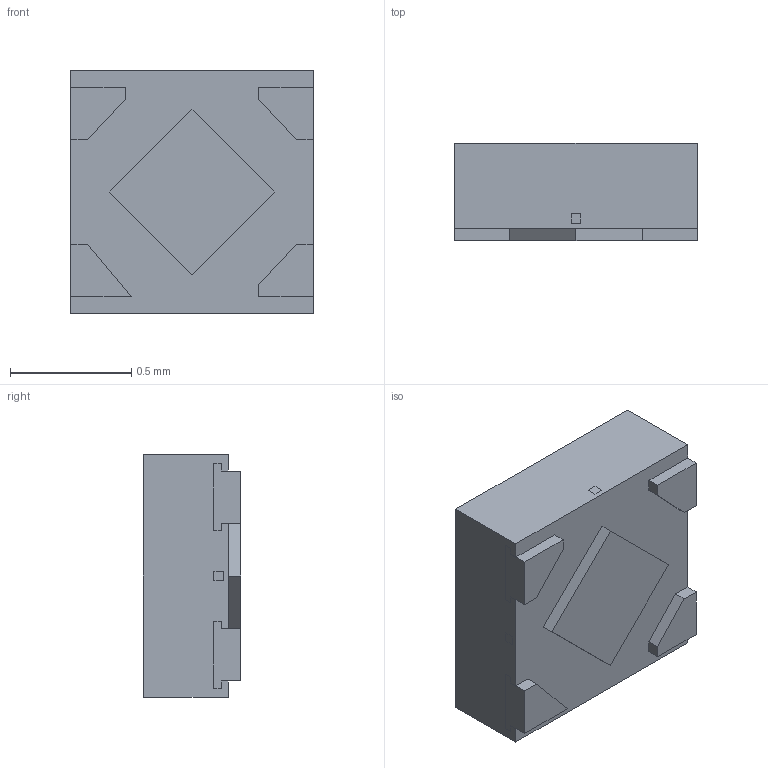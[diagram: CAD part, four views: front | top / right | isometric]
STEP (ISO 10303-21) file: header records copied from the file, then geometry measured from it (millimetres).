
FILE_DESCRIPTION (( 'STEP AP214' ), '1' );
FILE_NAME ('TPS7A20L33PDQNR.STEP', '2024-07-31T05:55:37', ( '' ), ( '' ), 'SwSTEP 2.0', 'SolidWorks 2016', '' );
FILE_SCHEMA (( 'AUTOMOTIVE_DESIGN' ));
Length unit declared in the file: millimetre
Products named in the file (1): TPS7A20L33PDQNR
Bounding box: 1 x 0.4 x 1 mm (x, y, z)
Volume: 0.4 mm3; surface area: 5.4 mm2
Topology: 11 solids, 11 shells, 152 faces, 372 edges, 248 vertices
Faces by surface type: plane 148, cylinder 4
Entity records: 4508 total; most frequent: CARTESIAN_POINT 773, ORIENTED_EDGE 744, DIRECTION 686, EDGE_CURVE 372, VECTOR 364, LINE 364, VERTEX_POINT 248, AXIS2_PLACEMENT_3D 161
